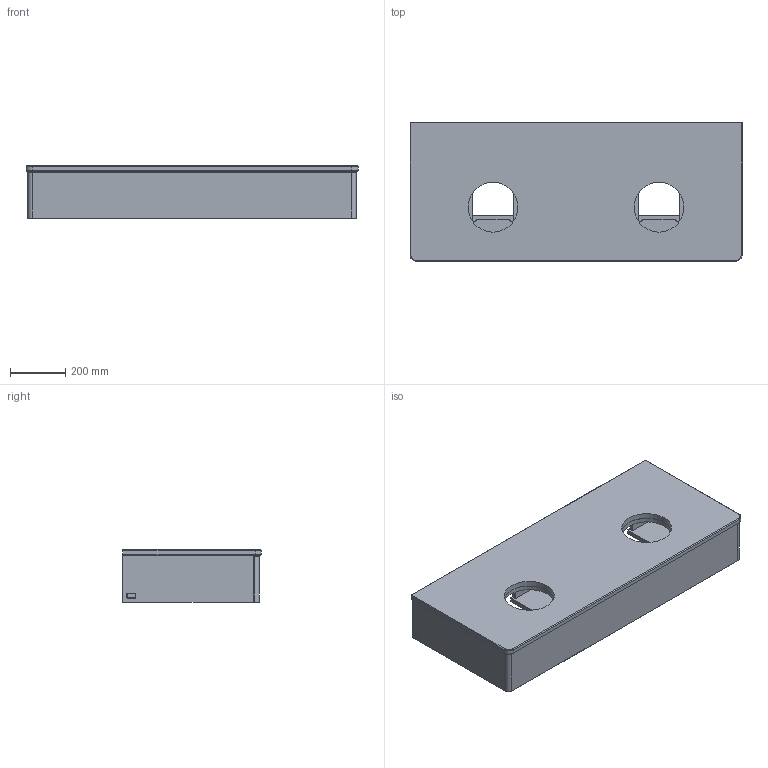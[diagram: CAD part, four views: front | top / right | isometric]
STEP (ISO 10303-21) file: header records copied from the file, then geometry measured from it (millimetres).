
FILE_DESCRIPTION((' '),'2;1');
FILE_NAME('K130_L130.stp','2023-04-04T15:55:59',(' '),(' '),' ','ACIS',' ');
FILE_SCHEMA(('CONFIG_CONTROL_DESIGN'));
Length unit declared in the file: millimetre
Products named in the file (12): K130_L130.stp; Körper1; Körper2; Körper3; Körper4; Körper5; Körper6; Körper7; Körper8; Körper9; Körper10; Körper11
Assembly tree (11 placements, depth 2):
  K130_L130.stp
    Körper1
    Körper2
    Körper3
    Körper4
    Körper5
    Körper6
    Körper7
    Körper8
    Körper9
    Körper10
    Körper11
Bounding box: 1200 x 500 x 190 mm (x, y, z)
Volume: 33130248.1 mm3; surface area: 4204262.8 mm2
Topology: 11 solids, 11 shells, 166 faces, 392 edges, 244 vertices
Faces by surface type: plane 111, cylinder 39, cone 8, torus 4, sphere 4
Full cylindrical faces by diameter (mm): 35 x2, 180 x4
Entity records: 6355 total; most frequent: DIRECTION 850, CARTESIAN_POINT 815, ORIENTED_EDGE 764, EDGE_CURVE 382, VECTOR 292, LINE 292, AXIS2_PLACEMENT_3D 279, VERTEX_POINT 244
